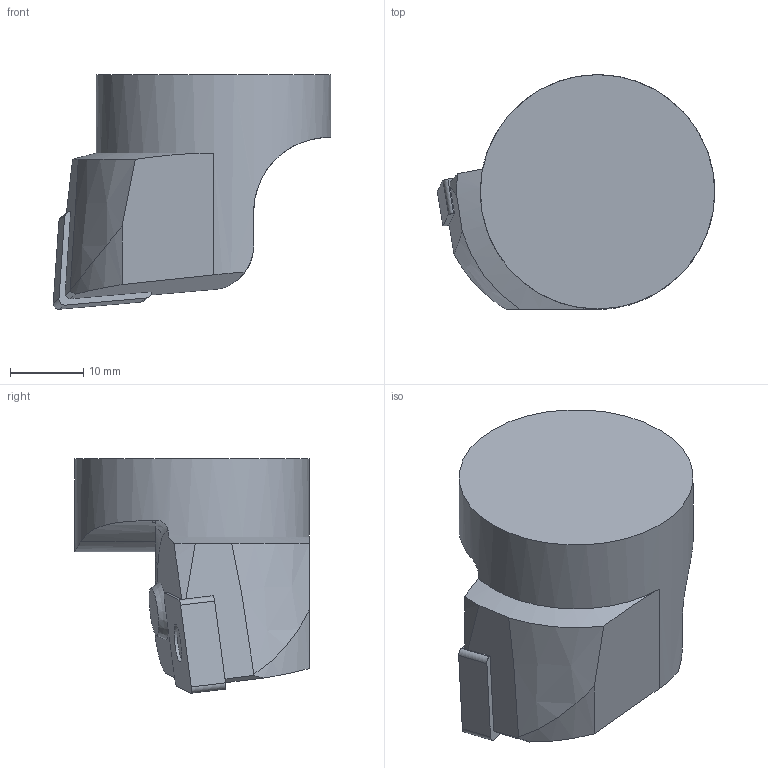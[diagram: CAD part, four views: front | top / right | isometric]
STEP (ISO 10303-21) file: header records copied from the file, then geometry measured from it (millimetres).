
FILE_DESCRIPTION(/* description */ (''),/* implementation_level */ '2;1');
FILE_NAME(/* name */ '1642151332082.stp',/* time_stamp */ '2022-01-14T14:39:42+05:00',/* author */ (''),/* organization */ ('SMS'),/* preprocessor_version */ 'ST-DEVELOPER v16.7',/* originating_system */ 'SIEMENS PLM Software NX 12.0',/* authorisation */ '');
FILE_SCHEMA (('AUTOMOTIVE_DESIGN { 1 0 10303 214 3 1 1 1 }'));
Length unit declared in the file: millimetre
Products named in the file (4): ASSEMBLY_CONSTRUCTION; IsoTurningInsert; 201778047mod000_01; 201778045mod000_01
Assembly tree (3 placements, depth 2):
  201778045mod000_01
    201778047mod000_01
    IsoTurningInsert
    ASSEMBLY_CONSTRUCTION
Bounding box: 37.87 x 32 x 32 mm (x, y, z)
Volume: 17090.3 mm3; surface area: 4892.1 mm2
Topology: 2 solids, 2 shells, 42 faces, 111 edges, 83 vertices
Faces by surface type: plane 20, cylinder 17, cone 4, torus 1
Full cylindrical faces by diameter (mm): 5.156 x2, 32 x1
Entity records: 1597 total; most frequent: CARTESIAN_POINT 387, DIRECTION 231, ORIENTED_EDGE 206, EDGE_CURVE 103, AXIS2_PLACEMENT_3D 93, VERTEX_POINT 71, EDGE_LOOP 50, LINE 45
